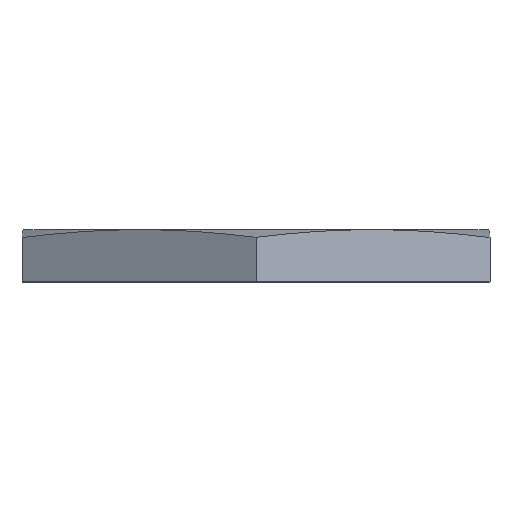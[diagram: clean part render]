
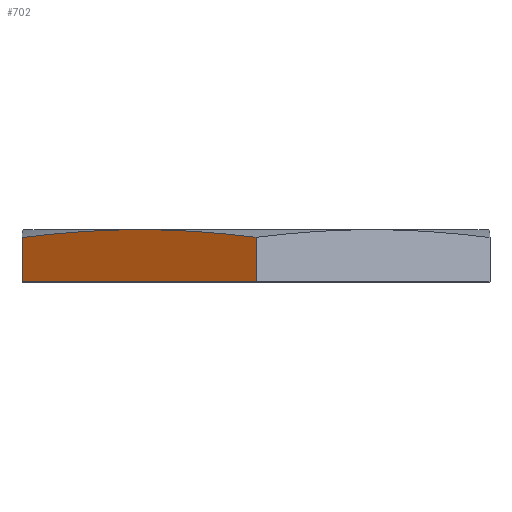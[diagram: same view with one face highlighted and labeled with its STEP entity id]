
A CAD part, top view. The second image highlights one B-rep face of the part: STEP entity #702.
In plain terms, the highlighted planar face has unit normal (-0.5, 0, 0.866).
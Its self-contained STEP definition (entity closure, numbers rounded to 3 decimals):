
#35 = DIRECTION ( 'NONE',  ( 0., -1., 0. ) ) ;
#47 = EDGE_CURVE ( 'NONE', #343, #214, #592, .T. ) ;
#63 = CARTESIAN_POINT ( 'NONE',  ( -18.475, 3.492, 10.667 ) ) ;
#75 = CARTESIAN_POINT ( 'NONE',  ( -18.475, 4.1, 10.667 ) ) ;
#84 = CARTESIAN_POINT ( 'NONE',  ( -3.079, 3.835, 19.555 ) ) ;
#88 = CARTESIAN_POINT ( 'NONE',  ( -9.237, 4.1, 16. ) ) ;
#121 = CARTESIAN_POINT ( 'NONE',  ( -18.475, 0., 10.667 ) ) ;
#172 = CARTESIAN_POINT ( 'NONE',  ( 0., 3.492, 21.333 ) ) ;
#214 = VERTEX_POINT ( 'NONE', #172 ) ;
#256 = CARTESIAN_POINT ( 'NONE',  ( -16.935, 3.681, 11.555 ) ) ;
#275 = CARTESIAN_POINT ( 'NONE',  ( 0., 3.492, 21.333 ) ) ;
#343 = VERTEX_POINT ( 'NONE', #1740 ) ;
#354 = LINE ( 'NONE', #2295, #1769 ) ;
#355 = ORIENTED_EDGE ( 'NONE', *, *, #954, .F. ) ;
#379 = CARTESIAN_POINT ( 'NONE',  ( -18.475, 0., 10.667 ) ) ;
#437 = FACE_OUTER_BOUND ( 'NONE', #1342, .T. ) ;
#513 = DIRECTION ( 'NONE',  ( 0., -1., 0. ) ) ;
#592 = B_SPLINE_CURVE_WITH_KNOTS ( 'NONE', 3,
 ( #819, #648, #1874, #84, #797, #275 ),
 .UNSPECIFIED., .F., .F.,
 ( 4, 2, 4 ),
 ( 0.011, 0.016, 0.021 ),
 .UNSPECIFIED. ) ;
#625 = PLANE ( 'NONE',  #955 ) ;
#648 = CARTESIAN_POINT ( 'NONE',  ( -7.698, 4.1, 16.889 ) ) ;
#702 = ADVANCED_FACE ( 'NONE', ( #437 ), #625, .F. ) ;
#768 = CARTESIAN_POINT ( 'NONE',  ( -10.777, 4.1, 15.111 ) ) ;
#797 = CARTESIAN_POINT ( 'NONE',  ( -1.54, 3.681, 20.444 ) ) ;
#819 = CARTESIAN_POINT ( 'NONE',  ( -9.237, 4.1, 16. ) ) ;
#836 = CARTESIAN_POINT ( 'NONE',  ( 0., 0., 21.333 ) ) ;
#867 = ORIENTED_EDGE ( 'NONE', *, *, #1865, .F. ) ;
#895 = CARTESIAN_POINT ( 'NONE',  ( 0., 4.1, 21.333 ) ) ;
#954 = EDGE_CURVE ( 'NONE', #214, #1497, #1610, .T. ) ;
#955 = AXIS2_PLACEMENT_3D ( 'NONE', #75, #2213, #2191 ) ;
#979 = CARTESIAN_POINT ( 'NONE',  ( -12.317, 4.044, 14.222 ) ) ;
#1037 = VECTOR ( 'NONE', #513, 1000. ) ;
#1232 = ORIENTED_EDGE ( 'NONE', *, *, #1601, .T. ) ;
#1342 = EDGE_LOOP ( 'NONE', ( #867, #1232, #1491, #355, #1864 ) ) ;
#1460 = DIRECTION ( 'NONE',  ( 0.866, 0., 0.5 ) ) ;
#1491 = ORIENTED_EDGE ( 'NONE', *, *, #1527, .T. ) ;
#1497 = VERTEX_POINT ( 'NONE', #836 ) ;
#1527 = EDGE_CURVE ( 'NONE', #2210, #1497, #2234, .T. ) ;
#1530 = B_SPLINE_CURVE_WITH_KNOTS ( 'NONE', 3,
 ( #63, #256, #2057, #979, #768, #88 ),
 .UNSPECIFIED., .F., .F.,
 ( 4, 2, 4 ),
 ( 0., 0.005, 0.011 ),
 .UNSPECIFIED. ) ;
#1601 = EDGE_CURVE ( 'NONE', #2026, #2210, #354, .T. ) ;
#1610 = LINE ( 'NONE', #895, #1037 ) ;
#1645 = CARTESIAN_POINT ( 'NONE',  ( -18.475, 3.492, 10.667 ) ) ;
#1740 = CARTESIAN_POINT ( 'NONE',  ( -9.237, 4.1, 16. ) ) ;
#1769 = VECTOR ( 'NONE', #35, 1000. ) ;
#1851 = VECTOR ( 'NONE', #1460, 1000. ) ;
#1864 = ORIENTED_EDGE ( 'NONE', *, *, #47, .F. ) ;
#1865 = EDGE_CURVE ( 'NONE', #2026, #343, #1530, .T. ) ;
#1874 = CARTESIAN_POINT ( 'NONE',  ( -6.158, 4.044, 17.778 ) ) ;
#2026 = VERTEX_POINT ( 'NONE', #1645 ) ;
#2057 = CARTESIAN_POINT ( 'NONE',  ( -15.396, 3.835, 12.444 ) ) ;
#2191 = DIRECTION ( 'NONE',  ( -0.866, 0., -0.5 ) ) ;
#2210 = VERTEX_POINT ( 'NONE', #379 ) ;
#2213 = DIRECTION ( 'NONE',  ( 0.5, 0., -0.866 ) ) ;
#2234 = LINE ( 'NONE', #121, #1851 ) ;
#2295 = CARTESIAN_POINT ( 'NONE',  ( -18.475, 4.1, 10.667 ) ) ;
